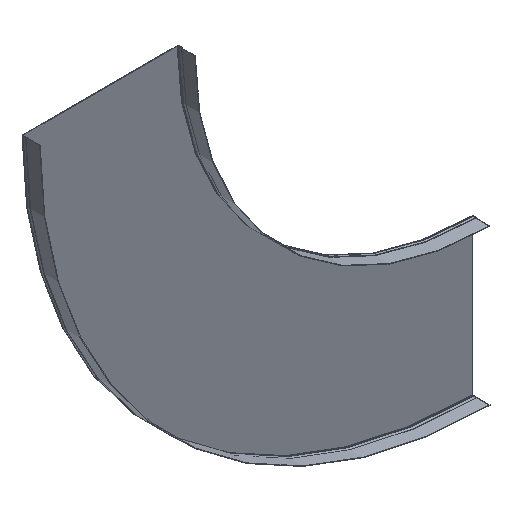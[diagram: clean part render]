
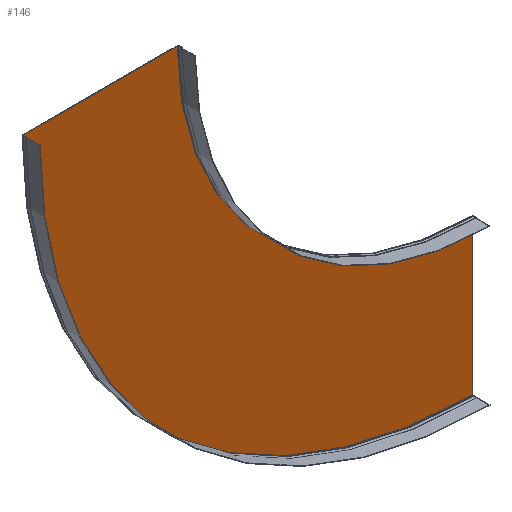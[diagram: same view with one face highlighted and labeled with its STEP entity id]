
A CAD part, isometric view. The second image highlights one B-rep face of the part: STEP entity #146.
In plain terms, the highlighted planar face has unit normal (0, -1, 0).
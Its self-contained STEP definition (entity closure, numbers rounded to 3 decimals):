
#4 = DIRECTION ( 'NONE',  ( 0., 0., -1. ) ) ;
#13 = ORIENTED_EDGE ( 'NONE', *, *, #419, .F. ) ;
#43 = CARTESIAN_POINT ( 'NONE',  ( 0., -1., -887.5 ) ) ;
#81 = DIRECTION ( 'NONE',  ( 0., 1., 0. ) ) ;
#91 = ORIENTED_EDGE ( 'NONE', *, *, #433, .T. ) ;
#94 = VERTEX_POINT ( 'NONE', #423 ) ;
#103 = CIRCLE ( 'NONE', #792, 887.5 ) ;
#140 = AXIS2_PLACEMENT_3D ( 'NONE', #441, #570, #4 ) ;
#146 = ADVANCED_FACE ( 'NONE', ( #805 ), #302, .T. ) ;
#147 = CARTESIAN_POINT ( 'NONE',  ( 0., -1., 0. ) ) ;
#179 = LINE ( 'NONE', #660, #768 ) ;
#284 = ORIENTED_EDGE ( 'NONE', *, *, #435, .F. ) ;
#302 = PLANE ( 'NONE',  #140 ) ;
#323 = CARTESIAN_POINT ( 'NONE',  ( -582.5, -1., 0. ) ) ;
#419 = EDGE_CURVE ( 'NONE', #525, #721, #103, .T. ) ;
#423 = CARTESIAN_POINT ( 'NONE',  ( 0., -1., -582.5 ) ) ;
#433 = EDGE_CURVE ( 'NONE', #94, #642, #762, .T. ) ;
#435 = EDGE_CURVE ( 'NONE', #721, #642, #179, .T. ) ;
#441 = CARTESIAN_POINT ( 'NONE',  ( 0., -1., -582.5 ) ) ;
#446 = EDGE_CURVE ( 'NONE', #525, #94, #616, .T. ) ;
#472 = EDGE_LOOP ( 'NONE', ( #91, #284, #13, #702 ) ) ;
#525 = VERTEX_POINT ( 'NONE', #43 ) ;
#527 = VECTOR ( 'NONE', #602, 1000. ) ;
#549 = CARTESIAN_POINT ( 'NONE',  ( -887.5, -1., 0. ) ) ;
#570 = DIRECTION ( 'NONE',  ( 0., -1., 0. ) ) ;
#602 = DIRECTION ( 'NONE',  ( 0., 0., 1. ) ) ;
#603 = CARTESIAN_POINT ( 'NONE',  ( 0., -1., -582.5 ) ) ;
#616 = LINE ( 'NONE', #603, #527 ) ;
#642 = VERTEX_POINT ( 'NONE', #323 ) ;
#652 = CARTESIAN_POINT ( 'NONE',  ( 0., -1., 0. ) ) ;
#654 = DIRECTION ( 'NONE',  ( 1., 0., 0. ) ) ;
#660 = CARTESIAN_POINT ( 'NONE',  ( -582.5, -1., 0. ) ) ;
#663 = DIRECTION ( 'NONE',  ( 0., 0., 1. ) ) ;
#665 = DIRECTION ( 'NONE',  ( 0., 1., 0. ) ) ;
#702 = ORIENTED_EDGE ( 'NONE', *, *, #446, .T. ) ;
#721 = VERTEX_POINT ( 'NONE', #549 ) ;
#746 = DIRECTION ( 'NONE',  ( 0., 0., 1. ) ) ;
#762 = CIRCLE ( 'NONE', #780, 582.5 ) ;
#768 = VECTOR ( 'NONE', #654, 1000. ) ;
#780 = AXIS2_PLACEMENT_3D ( 'NONE', #652, #665, #663 ) ;
#792 = AXIS2_PLACEMENT_3D ( 'NONE', #147, #81, #746 ) ;
#805 = FACE_OUTER_BOUND ( 'NONE', #472, .T. ) ;
